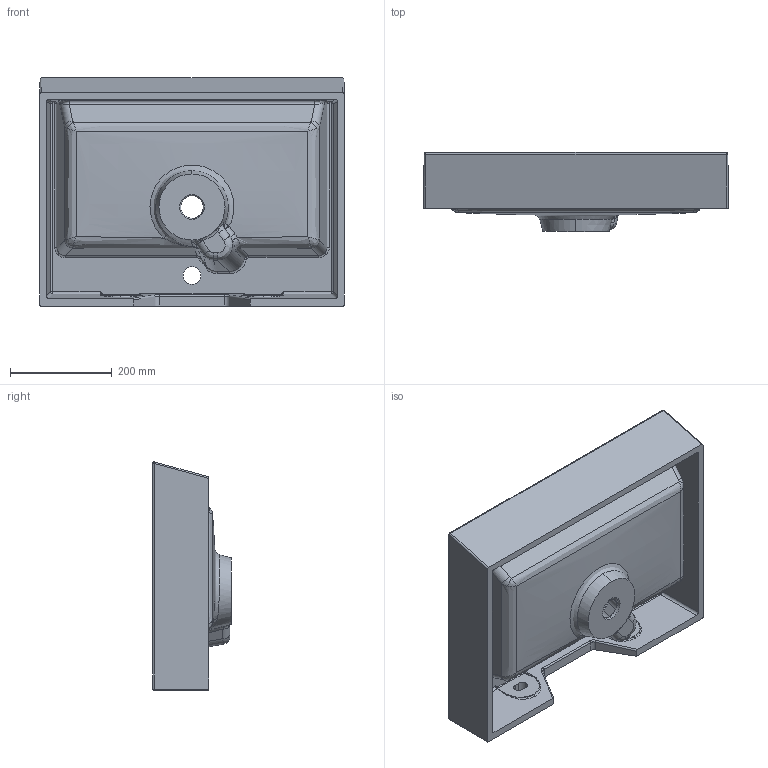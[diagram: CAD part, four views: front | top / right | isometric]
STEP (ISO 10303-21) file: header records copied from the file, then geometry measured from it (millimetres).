
FILE_DESCRIPTION (( 'STEP AP203' ), '1' );
FILE_NAME ('6229390611.step', '2020-12-18T12:36:50', ( 'admin' ), ( '' ), 'SwSTEP 2.0', 'SolidWorks 2019', '' );
FILE_SCHEMA (( 'CONFIG_CONTROL_DESIGN' ));
Length unit declared in the file: millimetre
Products named in the file (1): 6229390611
Bounding box: 600 x 155 x 449.07 mm (x, y, z)
Volume: 8771217.8 mm3; surface area: 1110583.6 mm2
Topology: 1 solids, 1 shells, 266 faces, 730 edges, 428 vertices
Faces by surface type: bspline 117, cylinder 85, plane 40, sphere 13, torus 7, cone 4
Entity records: 19029 total; most frequent: CARTESIAN_POINT 13439, ORIENTED_EDGE 1384, DIRECTION 885, EDGE_CURVE 692, VERTEX_POINT 428, AXIS2_PLACEMENT_3D 352, EDGE_LOOP 276, ADVANCED_FACE 266
